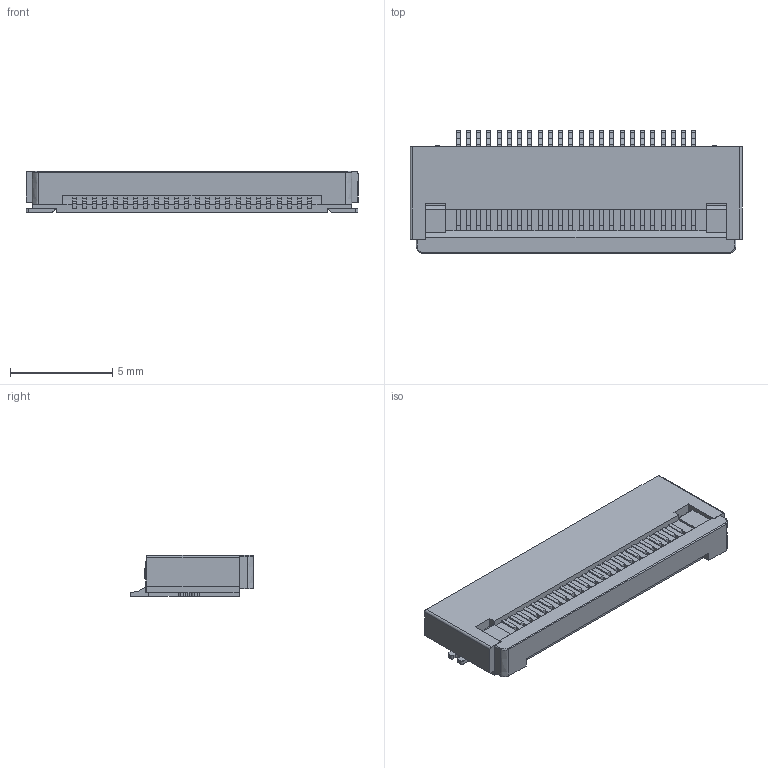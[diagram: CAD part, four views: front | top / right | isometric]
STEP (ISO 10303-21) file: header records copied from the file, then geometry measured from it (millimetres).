
FILE_DESCRIPTION (( 'STEP AP214' ), '1' );
FILE_NAME ('FPC0.5 2H-S-W-24P.STEP', '2017-01-16T12:13:27', ( '' ), ( '' ), 'SwSTEP 2.0', 'SolidWorks 2015', '' );
FILE_SCHEMA (( 'AUTOMOTIVE_DESIGN' ));
Length unit declared in the file: millimetre
Products named in the file (4): FPC0.5 2H-S-W-24P; LOGOԲ0.25; FPC0.5 2H-W 竘褐
Assembly tree (26 placements, depth 2):
  FPC0.5 2H-S-W-24P
    FPC0.5 2H-W 竘褐  x24
    LOGOԲ0.25
    FPC0.5 2H-S-W-24P
Bounding box: 16.2 x 6 x 2.01 mm (x, y, z)
Volume: 142.5 mm3; surface area: 970 mm2
Topology: 40 solids, 40 shells, 1071 faces, 3003 edges, 1962 vertices
Faces by surface type: plane 925, cylinder 105, bspline 41
Entity records: 24399 total; most frequent: CARTESIAN_POINT 4136, ORIENTED_EDGE 3108, DIRECTION 2568, EDGE_CURVE 1554, VECTOR 1372, LINE 1372, VERTEX_POINT 996, AXIS2_PLACEMENT_3D 598
